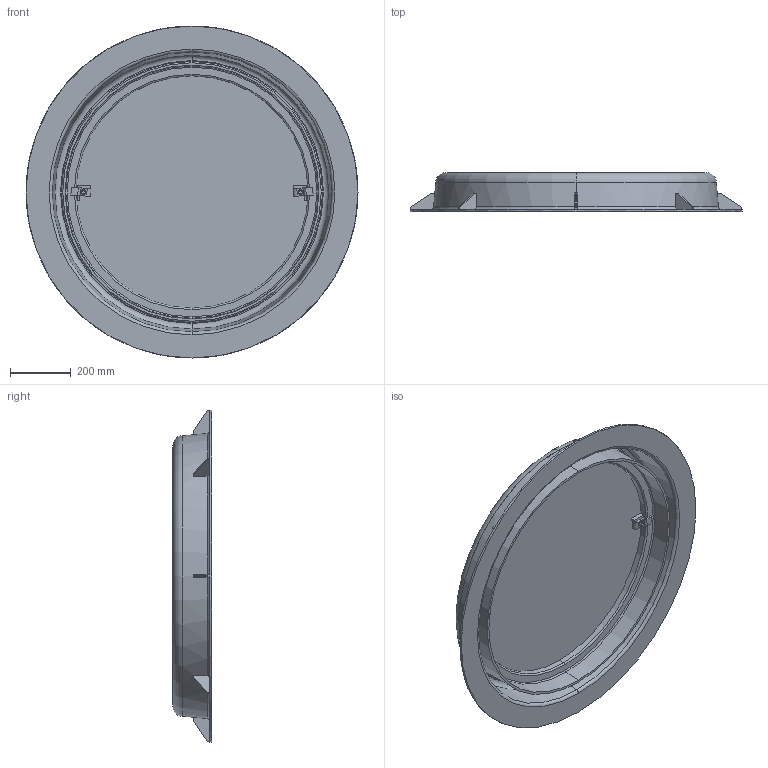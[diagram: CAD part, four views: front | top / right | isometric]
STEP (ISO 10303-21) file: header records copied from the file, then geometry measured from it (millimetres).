
FILE_DESCRIPTION (( 'STEP AP214' ), '1' );
FILE_NAME ('3200 with locks Assem1.STEP', '2021-02-21T15:57:39', ( '' ), ( '' ), 'SwSTEP 2.0', 'SolidWorks 2020', '' );
FILE_SCHEMA (( 'AUTOMOTIVE_DESIGN' ));
Length unit declared in the file: inch
Products named in the file (7): 3200 with locks Assem1; Frame; Penta bolt; 3-8-16 hex nut 91845A031_TYPE 18-8 STAINLESS STEEL HEX NUT_91845A031; quater turn stop block; Lid; lock
Assembly tree (10 placements, depth 2):
  3200 with locks Assem1
    Frame
    Lid
    Penta bolt  x2
    lock  x2
    quater turn stop block  x2
    3-8-16 hex nut 91845A031_TYPE 18-8 STAINLESS STEEL HEX NUT_91845A031  x2
Bounding box: 1089.15 x 128.59 x 1089.15 mm (x, y, z)
Volume: 31052491.5 mm3; surface area: 3420569.8 mm2
Topology: 230 solids, 230 shells, 1559 faces, 3226 edges, 2138 vertices
Faces by surface type: plane 1427, cylinder 80, cone 32, torus 20
Entity records: 58377 total; most frequent: CARTESIAN_POINT 7112, DIRECTION 6191, ORIENTED_EDGE 6098, EDGE_CURVE 3049, LINE 2793, VECTOR 2793, VERTEX_POINT 2024, AXIS2_PLACEMENT_3D 1699
